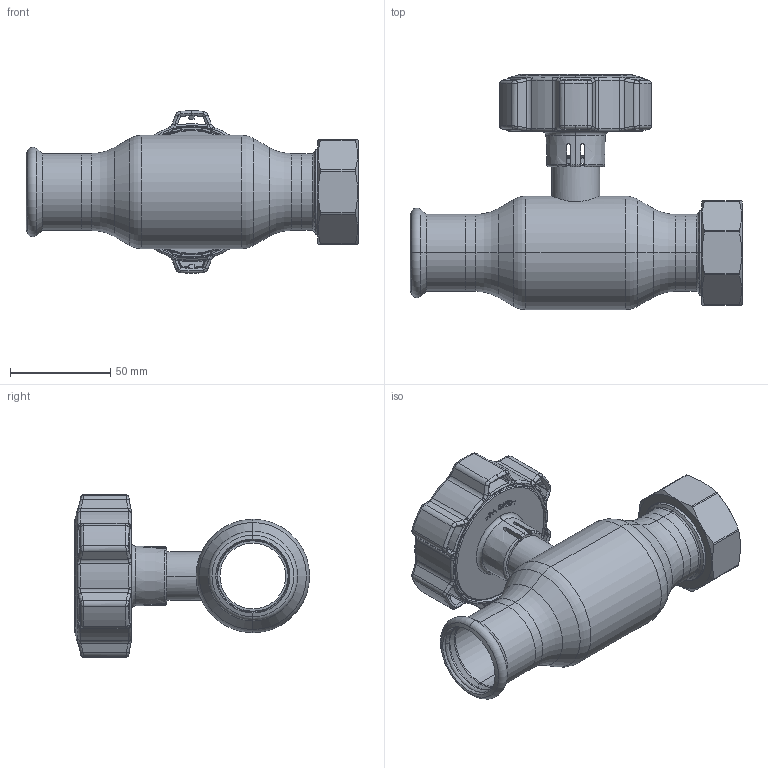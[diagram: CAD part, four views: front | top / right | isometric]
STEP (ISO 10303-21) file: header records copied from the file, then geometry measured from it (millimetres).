
FILE_DESCRIPTION (( 'STEP AP214' ), '1' );
FILE_NAME ('1032001400-1200.step', '2024-01-15T11:24:23', ( '' ), ( '' ), 'SwSTEP 2.0', 'SolidWorks 2021', '' );
FILE_SCHEMA (( 'AUTOMOTIVE_DESIGN' ));
Length unit declared in the file: millimetre
Products named in the file (1): 1032001400-1200
Bounding box: 165.3 x 117.1 x 81 mm (x, y, z)
Surface area: 66062.9 mm2 (no closed solid volume)
Topology: 0 solids, 24 shells, 598 faces, 1863 edges, 1252 vertices
Faces by surface type: bspline 183, cylinder 151, plane 118, cone 86, torus 59, sphere 1
Entity records: 38220 total; most frequent: CARTESIAN_POINT 17261, ORIENTED_EDGE 3161, DIRECTION 2408, EDGE_CURVE 1861, VERTEX_POINT 1252, AXIS2_PLACEMENT_3D 945, B_SPLINE_CURVE_WITH_KNOTS 766, EDGE_LOOP 634
